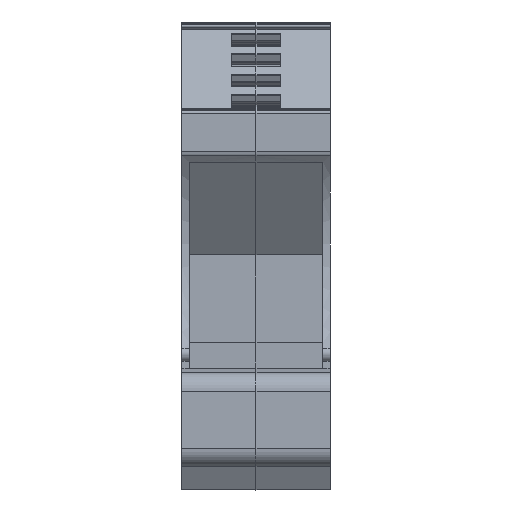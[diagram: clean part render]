
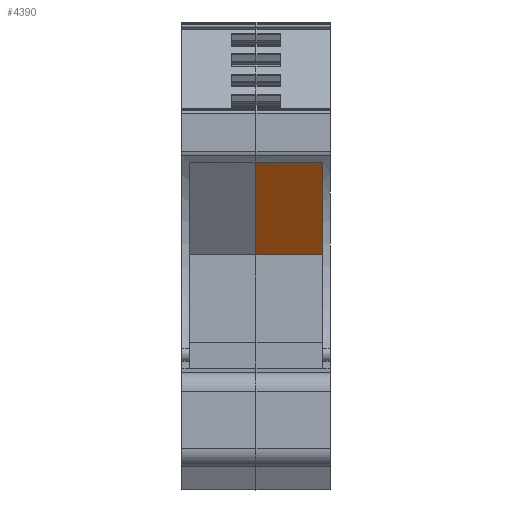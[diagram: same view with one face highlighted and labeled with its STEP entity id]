
A CAD part, front view. The second image highlights one B-rep face of the part: STEP entity #4390.
In plain terms, the highlighted planar face has unit normal (0, -0.812, -0.583).
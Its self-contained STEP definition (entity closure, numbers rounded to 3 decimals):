
#4370=AXIS2_PLACEMENT_3D('Plane Axis2P3D',#4367,#4368,#4369) ;
#817=CARTESIAN_POINT('Vertex',(8.,12.978,25.375)) ;
#820=CARTESIAN_POINT('Line Origine',(8.,9.385,30.381)) ;
#824=CARTESIAN_POINT('Vertex',(8.,5.792,35.387)) ;
#4352=CARTESIAN_POINT('Vertex',(15.2,12.978,25.375)) ;
#4355=CARTESIAN_POINT('Line Origine',(11.6,12.978,25.375)) ;
#4367=CARTESIAN_POINT('Axis2P3D Location',(8.,5.778,35.407)) ;
#4372=CARTESIAN_POINT('Line Origine',(11.6,5.792,35.387)) ;
#4376=CARTESIAN_POINT('Vertex',(15.2,5.792,35.387)) ;
#4379=CARTESIAN_POINT('Line Origine',(15.2,9.385,30.381)) ;
#821=DIRECTION('Vector Direction',(0.,0.583,-0.812)) ;
#4356=DIRECTION('Vector Direction',(-1.,0.,0.)) ;
#4368=DIRECTION('Axis2P3D Direction',(0.,0.812,0.583)) ;
#4369=DIRECTION('Axis2P3D XDirection',(0.,0.583,-0.812)) ;
#4373=DIRECTION('Vector Direction',(1.,0.,0.)) ;
#4380=DIRECTION('Vector Direction',(0.,-0.583,0.812)) ;
#822=VECTOR('Line Direction',#821,1.) ;
#4357=VECTOR('Line Direction',#4356,1.) ;
#4374=VECTOR('Line Direction',#4373,1.) ;
#4381=VECTOR('Line Direction',#4380,1.) ;
#4385=ORIENTED_EDGE('',*,*,#4378,.T.) ;
#4386=ORIENTED_EDGE('',*,*,#826,.T.) ;
#4387=ORIENTED_EDGE('',*,*,#4359,.F.) ;
#4388=ORIENTED_EDGE('',*,*,#4383,.F.) ;
#4390=ADVANCED_FACE('GE',(#4389),#4371,.F.) ;
#826=EDGE_CURVE('',#825,#818,#823,.T.) ;
#4359=EDGE_CURVE('',#4353,#818,#4358,.T.) ;
#4378=EDGE_CURVE('',#4377,#825,#4375,.F.) ;
#4383=EDGE_CURVE('',#4377,#4353,#4382,.F.) ;
#4384=EDGE_LOOP('',(#4385,#4386,#4387,#4388)) ;
#4389=FACE_OUTER_BOUND('',#4384,.T.) ;
#823=LINE('Line',#820,#822) ;
#4358=LINE('Line',#4355,#4357) ;
#4375=LINE('Line',#4372,#4374) ;
#4382=LINE('Line',#4379,#4381) ;
#4371=PLANE('',#4370) ;
#818=VERTEX_POINT('',#817) ;
#825=VERTEX_POINT('',#824) ;
#4353=VERTEX_POINT('',#4352) ;
#4377=VERTEX_POINT('',#4376) ;
